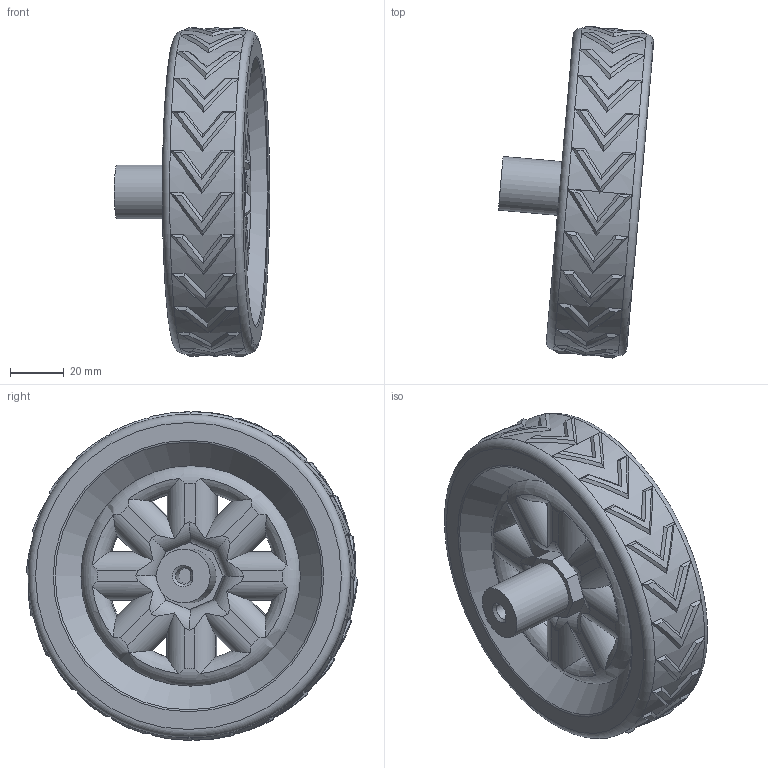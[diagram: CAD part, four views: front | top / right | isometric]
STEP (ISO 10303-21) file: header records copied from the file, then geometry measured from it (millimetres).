
FILE_DESCRIPTION(('HOOPS Exchange Step'),'2;1');
FILE_NAME('temp_export','2022-08-23T18:52:44+02:00',('asadu'),('Shapr3D Limited'),'HOOPS Exchange 2022.0','Shapr3D','Authorized');
FILE_SCHEMA( ('AP242_MANAGED_MODEL_BASED_3D_ENGINEERING_MIM_LF {1 0 10303 442 1 1 4 }') );
Length unit declared in the file: millimetre
Products named in the file (1): root
Bounding box: 57.64 x 123.26 x 121.98 mm (x, y, z)
Volume: 256686.3 mm3; surface area: 43653.4 mm2
Topology: 1 solids, 1 shells, 377 faces, 1034 edges, 631 vertices
Faces by surface type: plane 148, cylinder 108, bspline 96, torus 22, cone 3
Full cylindrical faces by diameter (mm): 20 x1
Entity records: 16516 total; most frequent: CARTESIAN_POINT 7663, ORIENTED_EDGE 2068, DIRECTION 1422, EDGE_CURVE 1034, VERTEX_POINT 631, AXIS2_PLACEMENT_3D 509, VECTOR 404, LINE 404
